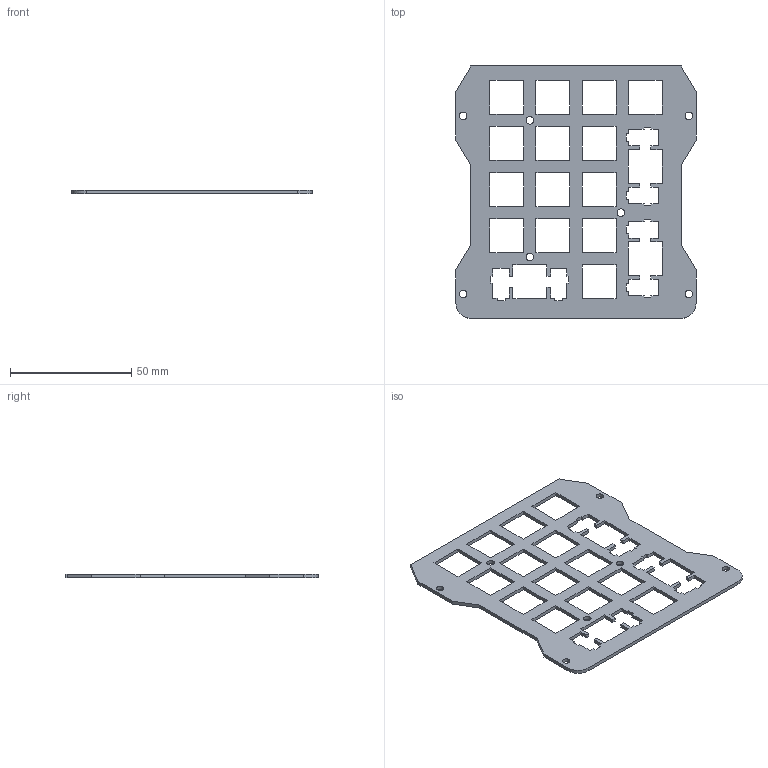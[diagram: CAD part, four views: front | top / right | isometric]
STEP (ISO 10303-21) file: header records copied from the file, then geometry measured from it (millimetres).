
FILE_DESCRIPTION(('FreeCAD Model'),'2;1');
FILE_NAME('Open CASCADE Shape Model','2024-10-02T22:17:10',(''),(''), 'Open CASCADE STEP processor 7.7','Ondsel','Unknown');
FILE_SCHEMA(('AUTOMOTIVE_DESIGN { 1 0 10303 214 1 1 1 1 }'));
Length unit declared in the file: millimetre
Products named in the file (1): keyplate
Bounding box: 99.15 x 104.2 x 1.5 mm (x, y, z)
Volume: 8651.1 mm3; surface area: 13984.4 mm2
Topology: 1 solids, 1 shells, 191 faces, 567 edges, 378 vertices
Faces by surface type: plane 182, cylinder 9
Full cylindrical faces by diameter (mm): 3.1 x7
Entity records: 6397 total; most frequent: CARTESIAN_POINT 1137, ORIENTED_EDGE 1134, DIRECTION 969, EDGE_CURVE 567, LINE 549, VECTOR 549, VERTEX_POINT 378, FACE_BOUND 239
